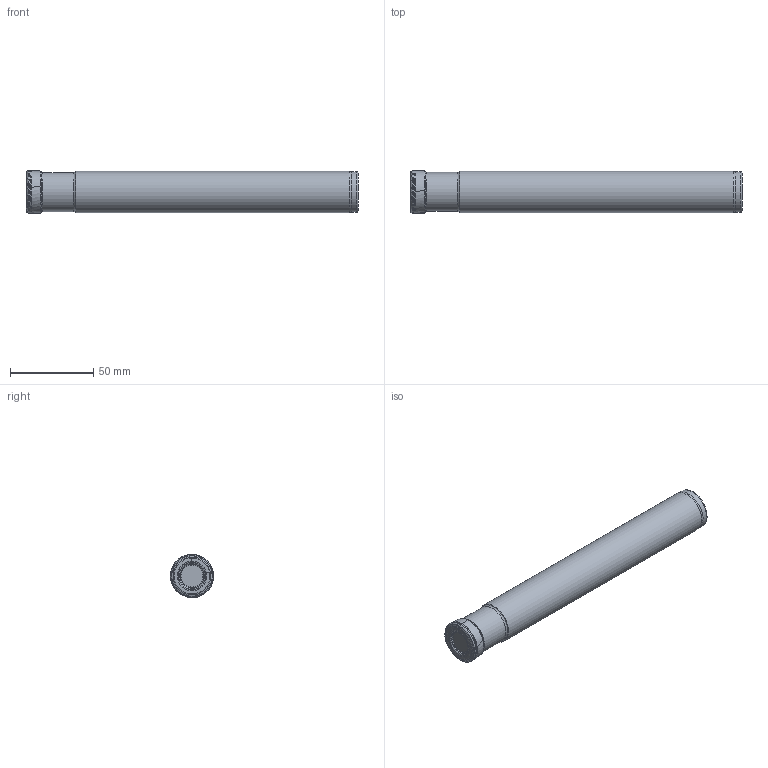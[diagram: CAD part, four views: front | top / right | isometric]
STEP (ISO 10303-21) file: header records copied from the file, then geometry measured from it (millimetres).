
FILE_DESCRIPTION(/* description */ (''),/* implementation_level */ '2;1');
FILE_NAME(/* name */ 'AHFM-EN1004-D26-C25-L200-Z03.stp',/* time_stamp */ '2023-10-30T15:09:59+03:00',/* author */ (''),/* organization */ (''),/* preprocessor_version */ 'ST-DEVELOPER v19.4',/* originating_system */ 'SIEMENS PLM Software NX2306.5001',/* authorisation */ '');
FILE_SCHEMA (('AUTOMOTIVE_DESIGN { 1 0 10303 214 3 1 1 1 }'));
Length unit declared in the file: millimetre
Products named in the file (1): AHFM-EN1004-D26-C25-L200-Z03-LIGHT_x_t_objects
Bounding box: 200 x 25.97 x 25.97 mm (x, y, z)
Volume: 99247 mm3; surface area: 18147.8 mm2
Topology: 2 solids, 2 shells, 75 faces, 146 edges, 74 vertices
Faces by surface type: bspline 56, torus 7, cone 6, plane 3, cylinder 3
Full cylindrical faces by diameter (mm): 23.5 x1, 24.5 x1, 25 x1
Entity records: 2464 total; most frequent: CARTESIAN_POINT 1126, DIRECTION 270, ORIENTED_EDGE 260, EDGE_CURVE 130, AXIS2_PLACEMENT_3D 120, CIRCLE 100, EDGE_LOOP 92, ADVANCED_FACE 75
